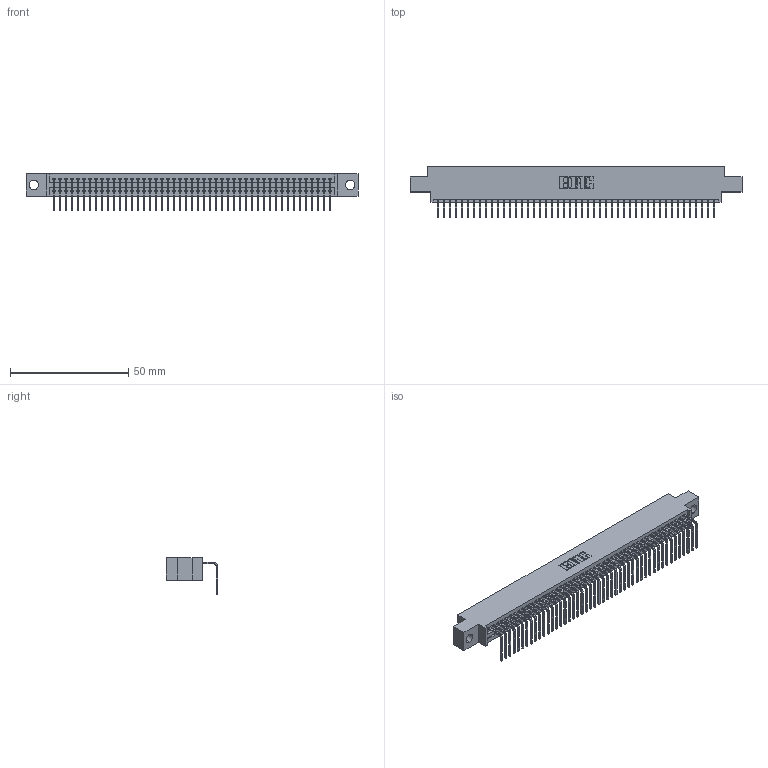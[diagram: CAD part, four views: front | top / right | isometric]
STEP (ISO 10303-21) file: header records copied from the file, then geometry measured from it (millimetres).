
FILE_DESCRIPTION (( 'STEP AP203' ), '1' );
FILE_NAME ('395-047-558-604.STEP', '2018-11-19T15:25:25', ( '' ), ( '' ), 'SwSTEP 2.0', 'SolidWorks 2016', '' );
FILE_SCHEMA (( 'CONFIG_CONTROL_DESIGN' ));
Length unit declared in the file: inch
Products named in the file (3): 395-047-558-604; 345 Part_0.170 Offset - 0.156 Dia-TH; 345-292-001_558 Tail - 2
Assembly tree (48 placements, depth 2):
  395-047-558-604
    345 Part_0.170 Offset - 0.156 Dia-TH
    345-292-001_558 Tail - 2  x47
Bounding box: 140.59 x 21.83 x 15.37 mm (x, y, z)
Volume: 13349.6 mm3; surface area: 18663.8 mm2
Topology: 48 solids, 48 shells, 2950 faces, 8907 edges, 5874 vertices
Faces by surface type: plane 2058, cylinder 892
Entity records: 34919 total; most frequent: CARTESIAN_POINT 6057, ORIENTED_EDGE 6038, DIRECTION 5281, EDGE_CURVE 3019, LINE 2699, VECTOR 2699, VERTEX_POINT 2010, AXIS2_PLACEMENT_3D 1291
